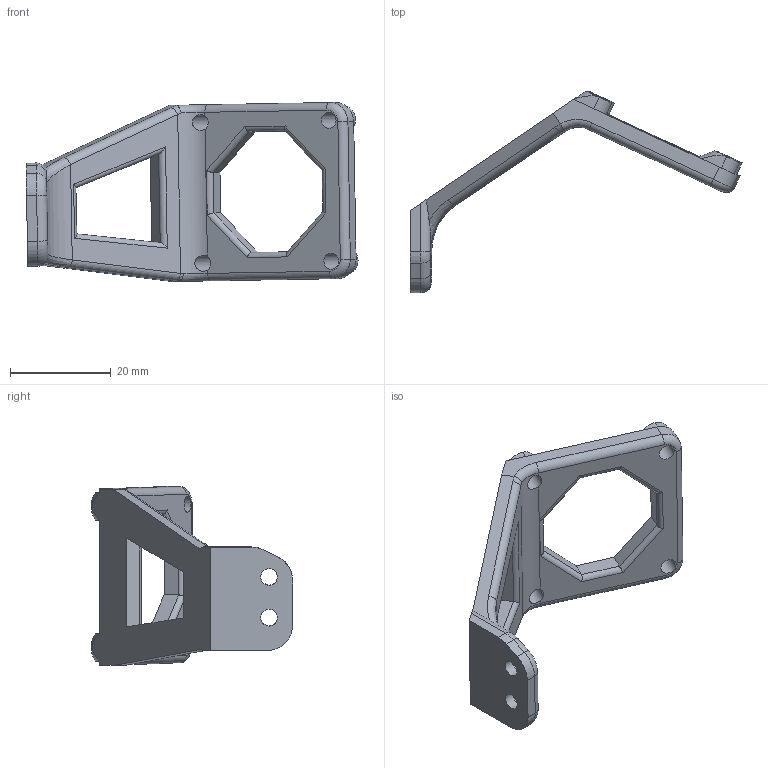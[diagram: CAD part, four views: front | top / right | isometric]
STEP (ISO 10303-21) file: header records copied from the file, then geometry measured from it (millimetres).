
FILE_DESCRIPTION(('HOOPS Exchange Step'),'2;1');
FILE_NAME('temp_export','2025-08-03T20:39:44+02:00',('tim'),('Shapr3D Limited'),'HOOPS Exchange 2024.8','Shapr3D','Authorized');
FILE_SCHEMA( ('AP242_MANAGED_MODEL_BASED_3D_ENGINEERING_MIM_LF {1 0 10303 442 1 1 4}') );
Length unit declared in the file: millimetre
Products named in the file (2): SO-ARM101_camera_wrist_mount(1).step; root
Assembly tree (1 placements, depth 2):
  root
    SO-ARM101_camera_wrist_mount(1).step
Bounding box: 65.94 x 39.95 x 35.57 mm (x, y, z)
Volume: 7388.2 mm3; surface area: 5363.8 mm2
Topology: 1 solids, 1 shells, 99 faces, 269 edges, 172 vertices
Faces by surface type: plane 42, cylinder 42, torus 7, cone 4, bspline 4
Full cylindrical faces by diameter (mm): 3.2 x4, 3.3 x2, 5.4 x2
Entity records: 4027 total; most frequent: CARTESIAN_POINT 1398, DIRECTION 547, ORIENTED_EDGE 542, EDGE_CURVE 271, AXIS2_PLACEMENT_3D 204, VERTEX_POINT 174, VECTOR 139, LINE 139
